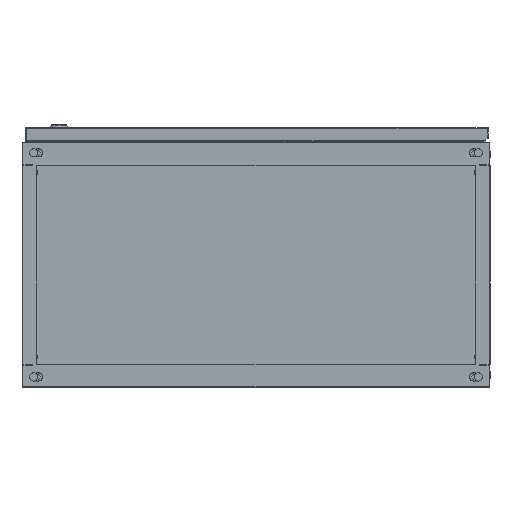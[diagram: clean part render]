
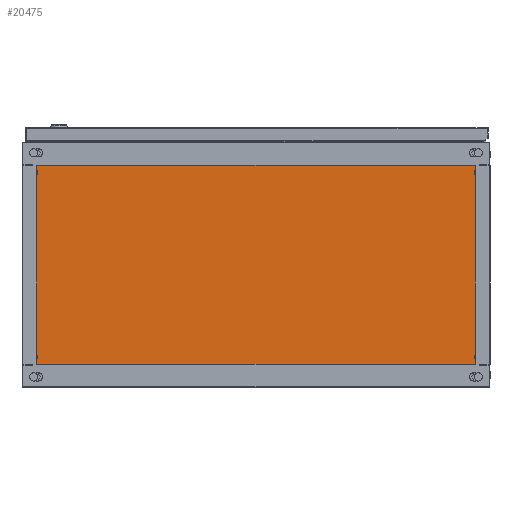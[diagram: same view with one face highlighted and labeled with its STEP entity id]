
A CAD part, front view. The second image highlights one B-rep face of the part: STEP entity #20475.
In plain terms, the highlighted planar face has unit normal (0, -1, 0).
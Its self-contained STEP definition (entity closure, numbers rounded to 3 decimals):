
#327 = CARTESIAN_POINT ( 'NONE',  ( 0., 1799., 0. ) ) ;
#661 = DIRECTION ( 'NONE',  ( 0., 0., 1. ) ) ;
#2955 = CARTESIAN_POINT ( 'NONE',  ( -375., 1799., -170. ) ) ;
#4320 = DIRECTION ( 'NONE',  ( 0., 0., 1. ) ) ;
#4425 = ORIENTED_EDGE ( 'NONE', *, *, #26064, .F. ) ;
#9325 = VERTEX_POINT ( 'NONE', #2955 ) ;
#10724 = DIRECTION ( 'NONE',  ( 0., 0., -1. ) ) ;
#12249 = LINE ( 'NONE', #78713, #96344 ) ;
#12948 = FACE_OUTER_BOUND ( 'NONE', #87715, .T. ) ;
#13569 = VECTOR ( 'NONE', #10724, 1000. ) ;
#15987 = CARTESIAN_POINT ( 'NONE',  ( 375., 1799., -170. ) ) ;
#18792 = LINE ( 'NONE', #52518, #100263 ) ;
#20475 = ADVANCED_FACE ( 'NONE', ( #12948 ), #98237, .F. ) ;
#22787 = LINE ( 'NONE', #101827, #63481 ) ;
#26064 = EDGE_CURVE ( 'NONE', #9325, #76751, #22787, .T. ) ;
#26685 = EDGE_CURVE ( 'NONE', #76751, #89724, #18792, .T. ) ;
#27186 = EDGE_CURVE ( 'NONE', #89724, #54829, #35213, .T. ) ;
#27344 = EDGE_CURVE ( 'NONE', #54829, #9325, #12249, .T. ) ;
#29943 = DIRECTION ( 'NONE',  ( -1., 0., 0. ) ) ;
#35213 = LINE ( 'NONE', #91964, #13569 ) ;
#36138 = DIRECTION ( 'NONE',  ( 1., 0., 0. ) ) ;
#36410 = ORIENTED_EDGE ( 'NONE', *, *, #26685, .F. ) ;
#39786 = CARTESIAN_POINT ( 'NONE',  ( -375., 1799., 170. ) ) ;
#49438 = DIRECTION ( 'NONE',  ( 0., 1., 0. ) ) ;
#50025 = ORIENTED_EDGE ( 'NONE', *, *, #27186, .F. ) ;
#52518 = CARTESIAN_POINT ( 'NONE',  ( -375., 1799., 170. ) ) ;
#54829 = VERTEX_POINT ( 'NONE', #15987 ) ;
#63481 = VECTOR ( 'NONE', #4320, 1000. ) ;
#68690 = ORIENTED_EDGE ( 'NONE', *, *, #27344, .F. ) ;
#69254 = AXIS2_PLACEMENT_3D ( 'NONE', #327, #49438, #661 ) ;
#76751 = VERTEX_POINT ( 'NONE', #39786 ) ;
#78713 = CARTESIAN_POINT ( 'NONE',  ( -375., 1799., -170. ) ) ;
#87715 = EDGE_LOOP ( 'NONE', ( #4425, #68690, #50025, #36410 ) ) ;
#89724 = VERTEX_POINT ( 'NONE', #99374 ) ;
#91964 = CARTESIAN_POINT ( 'NONE',  ( 375., 1799., -170. ) ) ;
#96344 = VECTOR ( 'NONE', #29943, 1000. ) ;
#98237 = PLANE ( 'NONE',  #69254 ) ;
#99374 = CARTESIAN_POINT ( 'NONE',  ( 375., 1799., 170. ) ) ;
#100263 = VECTOR ( 'NONE', #36138, 1000. ) ;
#101827 = CARTESIAN_POINT ( 'NONE',  ( -375., 1799., -170. ) ) ;
